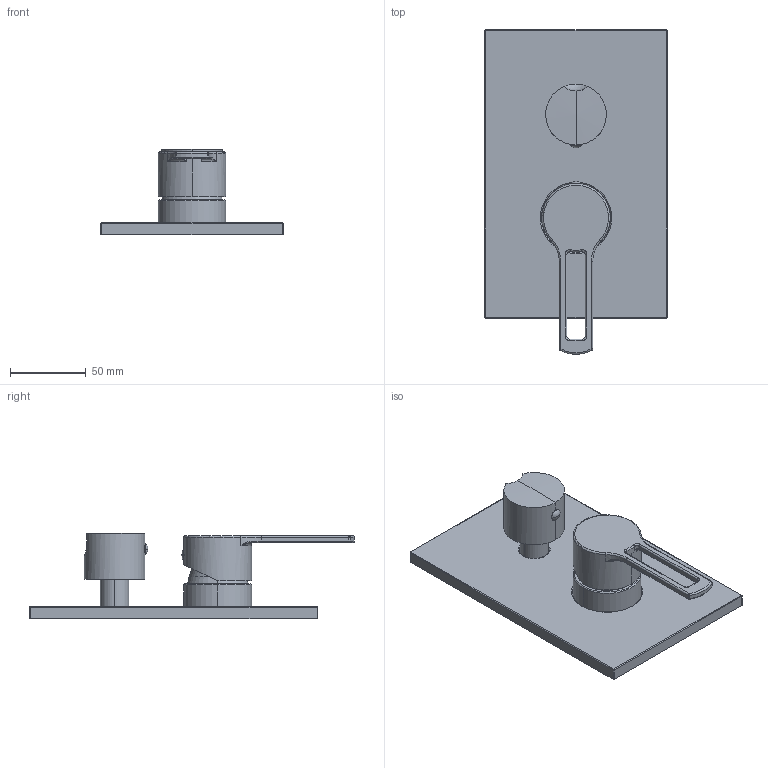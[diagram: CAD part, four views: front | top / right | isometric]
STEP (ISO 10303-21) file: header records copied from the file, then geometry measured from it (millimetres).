
FILE_DESCRIPTION((''),'2;1');
FILE_NAME('RIN018CR','2021-04-29T14:38:15',('ut3'),('PAFFONI SpA'),'CREO PARAMETRIC BY PTC INC, 2020044','CREO PARAMETRIC BY PTC INC, 2020044','');
FILE_SCHEMA(('CONFIG_CONTROL_DESIGN','SHAPE_APPEARANCE_LAYERS_GROUPS'));
Length unit declared in the file: millimetre
Products named in the file (1): RIN018CR
Bounding box: 120 x 214 x 56.25 mm (x, y, z)
Volume: 196965.9 mm3; surface area: 105773.8 mm2
Topology: 4 solids, 4 shells, 1162 faces, 3002 edges, 1869 vertices
Faces by surface type: plane 609, cylinder 299, torus 138, cone 63, sphere 29, bspline 24
Entity records: 48070 total; most frequent: CARTESIAN_POINT 11691, ORIENTED_EDGE 5988, DIRECTION 5829, EDGE_CURVE 2994, AXIS2_PLACEMENT_3D 2120, VERTEX_POINT 1869, VECTOR 1589, LINE 1589
